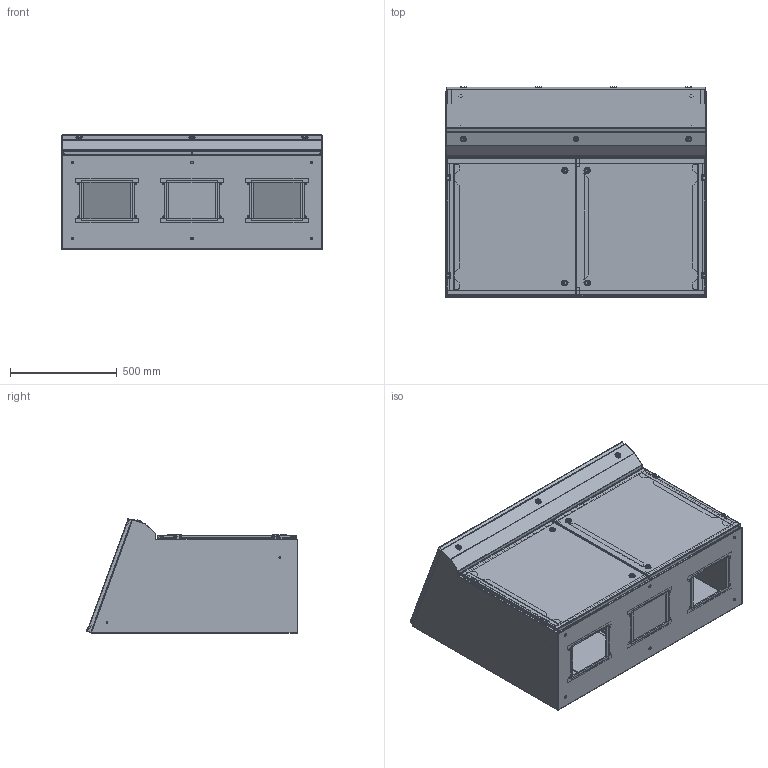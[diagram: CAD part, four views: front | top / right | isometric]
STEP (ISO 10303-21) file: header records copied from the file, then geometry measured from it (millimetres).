
FILE_DESCRIPTION (( 'STEP AP214' ), '1' );
FILE_NAME ('2CSC2048.STEP', '2019-07-17T19:23:49', ( '' ), ( '' ), 'SwSTEP 2.0', 'SolidWorks 2018', '' );
FILE_SCHEMA (( 'AUTOMOTIVE_DESIGN' ));
Length unit declared in the file: inch
Products named in the file (1): 2CSC2048
Bounding box: 1219.2 x 985.75 x 535.91 mm (x, y, z)
Volume: 10470954.4 mm3; surface area: 10608836.6 mm2
Topology: 157 solids, 157 shells, 3127 faces, 7754 edges, 5065 vertices
Faces by surface type: plane 2204, cylinder 733, cone 70, bspline 66, torus 50, sphere 4
Full cylindrical faces by diameter (mm): 4.801 x8, 4.976 x12, 5 x7, 5.004 x8, 5.994 x24, 6 x15, 6.172 x2, 6.35 x42, 6.909 x3, 7.137 x68, 7.937 x15, 7.938 x8, 8.331 x2, 8.433 x6, 8.509 x3, 9.5 x8, 9.525 x6, 9.83 x14, 9.931 x4, 10.16 x2, 11.1 x2, 12.7 x26, 13.335 x7, 15.494 x4, 15.875 x7, 16.002 x7, 16.51 x6, 17.45 x3, 19.5 x7, 19.939 x7
Entity records: 137816 total; most frequent: CARTESIAN_POINT 22623, DIRECTION 14552, ORIENTED_EDGE 14214, EDGE_CURVE 7107, LINE 5176, VECTOR 5176, VERTEX_POINT 4890, AXIS2_PLACEMENT_3D 4688
